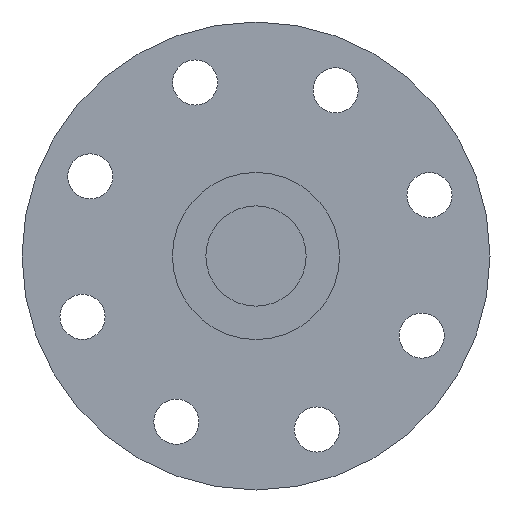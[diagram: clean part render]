
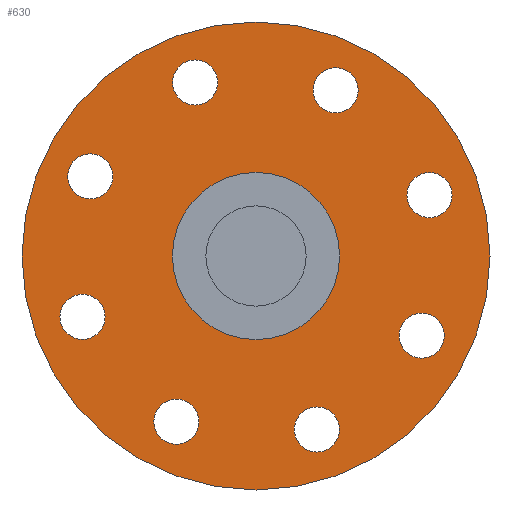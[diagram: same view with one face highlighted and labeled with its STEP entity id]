
A CAD part, front view. The second image highlights one B-rep face of the part: STEP entity #630.
In plain terms, the highlighted planar face has unit normal (0, -1, 0).
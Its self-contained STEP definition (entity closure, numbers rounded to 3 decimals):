
#7 = FACE_BOUND ( 'NONE', #755, .T. ) ;
#10 = CARTESIAN_POINT ( 'NONE',  ( 4.764, 0., 9.915 ) ) ;
#15 = DIRECTION ( 'NONE',  ( 0., 0., -1. ) ) ;
#16 = EDGE_CURVE ( 'NONE', #652, #652, #279, .T. ) ;
#35 = AXIS2_PLACEMENT_3D ( 'NONE', #74, #147, #824 ) ;
#38 = VERTEX_POINT ( 'NONE', #591 ) ;
#40 = DIRECTION ( 'NONE',  ( 0., 0., 1. ) ) ;
#42 = ORIENTED_EDGE ( 'NONE', *, *, #44, .T. ) ;
#44 = EDGE_CURVE ( 'NONE', #120, #120, #66, .T. ) ;
#62 = CIRCLE ( 'NONE', #506, 14. ) ;
#66 = CIRCLE ( 'NONE', #470, 1.35 ) ;
#74 = CARTESIAN_POINT ( 'NONE',  ( 3.643, 0., -10.379 ) ) ;
#96 = EDGE_LOOP ( 'NONE', ( #42 ) ) ;
#105 = VERTEX_POINT ( 'NONE', #672 ) ;
#108 = EDGE_CURVE ( 'NONE', #742, #742, #292, .T. ) ;
#115 = CARTESIAN_POINT ( 'NONE',  ( 10.379, 0., 4.993 ) ) ;
#120 = VERTEX_POINT ( 'NONE', #596 ) ;
#123 = DIRECTION ( 'NONE',  ( 0., 0., 1. ) ) ;
#124 = AXIS2_PLACEMENT_3D ( 'NONE', #543, #397, #251 ) ;
#125 = EDGE_LOOP ( 'NONE', ( #676 ) ) ;
#139 = AXIS2_PLACEMENT_3D ( 'NONE', #283, #211, #476 ) ;
#142 = EDGE_CURVE ( 'NONE', #105, #105, #530, .T. ) ;
#147 = DIRECTION ( 'NONE',  ( 0., 1., 0. ) ) ;
#148 = DIRECTION ( 'NONE',  ( 0., -1., 0. ) ) ;
#179 = EDGE_CURVE ( 'NONE', #381, #381, #311, .T. ) ;
#200 = VERTEX_POINT ( 'NONE', #889 ) ;
#201 = FACE_BOUND ( 'NONE', #125, .T. ) ;
#203 = ORIENTED_EDGE ( 'NONE', *, *, #219, .T. ) ;
#204 = AXIS2_PLACEMENT_3D ( 'NONE', #593, #328, #455 ) ;
#205 = FACE_BOUND ( 'NONE', #726, .T. ) ;
#210 = PLANE ( 'NONE',  #349 ) ;
#211 = DIRECTION ( 'NONE',  ( 0., 1., 0. ) ) ;
#212 = CIRCLE ( 'NONE', #714, 1.35 ) ;
#219 = EDGE_CURVE ( 'NONE', #395, #395, #855, .T. ) ;
#224 = EDGE_LOOP ( 'NONE', ( #654 ) ) ;
#227 = CARTESIAN_POINT ( 'NONE',  ( -3.643, 0., 10.379 ) ) ;
#238 = EDGE_CURVE ( 'NONE', #875, #875, #212, .T. ) ;
#251 = DIRECTION ( 'NONE',  ( 0., 0., 1. ) ) ;
#257 = EDGE_LOOP ( 'NONE', ( #644 ) ) ;
#269 = DIRECTION ( 'NONE',  ( 0., 1., 0. ) ) ;
#277 = DIRECTION ( 'NONE',  ( 0., 0., 1. ) ) ;
#279 = CIRCLE ( 'NONE', #511, 1.35 ) ;
#283 = CARTESIAN_POINT ( 'NONE',  ( -4.764, 0., -9.915 ) ) ;
#292 = CIRCLE ( 'NONE', #124, 1.35 ) ;
#311 = CIRCLE ( 'NONE', #139, 1.35 ) ;
#313 = ORIENTED_EDGE ( 'NONE', *, *, #872, .T. ) ;
#315 = CARTESIAN_POINT ( 'NONE',  ( 9.915, 0., -3.414 ) ) ;
#328 = DIRECTION ( 'NONE',  ( 0., 1., 0. ) ) ;
#332 = CARTESIAN_POINT ( 'NONE',  ( -4.764, 0., -8.565 ) ) ;
#343 = EDGE_LOOP ( 'NONE', ( #384 ) ) ;
#349 = AXIS2_PLACEMENT_3D ( 'NONE', #561, #269, #277 ) ;
#360 = CIRCLE ( 'NONE', #204, 1.35 ) ;
#381 = VERTEX_POINT ( 'NONE', #332 ) ;
#384 = ORIENTED_EDGE ( 'NONE', *, *, #238, .T. ) ;
#395 = VERTEX_POINT ( 'NONE', #587 ) ;
#397 = DIRECTION ( 'NONE',  ( 0., 1., 0. ) ) ;
#422 = DIRECTION ( 'NONE',  ( 0., 0., -1. ) ) ;
#431 = DIRECTION ( 'NONE',  ( 0., 1., 0. ) ) ;
#444 = ORIENTED_EDGE ( 'NONE', *, *, #16, .T. ) ;
#448 = ORIENTED_EDGE ( 'NONE', *, *, #483, .T. ) ;
#455 = DIRECTION ( 'NONE',  ( 0., 0., 1. ) ) ;
#462 = ORIENTED_EDGE ( 'NONE', *, *, #765, .F. ) ;
#470 = AXIS2_PLACEMENT_3D ( 'NONE', #227, #528, #123 ) ;
#475 = FACE_BOUND ( 'NONE', #257, .T. ) ;
#476 = DIRECTION ( 'NONE',  ( 0., 0., 1. ) ) ;
#483 = EDGE_CURVE ( 'NONE', #721, #721, #360, .T. ) ;
#496 = EDGE_LOOP ( 'NONE', ( #313 ) ) ;
#506 = AXIS2_PLACEMENT_3D ( 'NONE', #767, #148, #422 ) ;
#511 = AXIS2_PLACEMENT_3D ( 'NONE', #706, #431, #649 ) ;
#528 = DIRECTION ( 'NONE',  ( 0., 1., 0. ) ) ;
#530 = CIRCLE ( 'NONE', #701, 1.35 ) ;
#532 = CARTESIAN_POINT ( 'NONE',  ( 4.764, 0., 11.265 ) ) ;
#543 = CARTESIAN_POINT ( 'NONE',  ( 10.379, 0., 3.643 ) ) ;
#561 = CARTESIAN_POINT ( 'NONE',  ( -14., 0., 0. ) ) ;
#587 = CARTESIAN_POINT ( 'NONE',  ( 3.643, 0., -9.029 ) ) ;
#591 = CARTESIAN_POINT ( 'NONE',  ( 0., 0., -5. ) ) ;
#593 = CARTESIAN_POINT ( 'NONE',  ( 9.915, 0., -4.764 ) ) ;
#596 = CARTESIAN_POINT ( 'NONE',  ( -3.643, 0., 11.729 ) ) ;
#613 = DIRECTION ( 'NONE',  ( 0., 0., 1. ) ) ;
#614 = EDGE_LOOP ( 'NONE', ( #444 ) ) ;
#627 = FACE_BOUND ( 'NONE', #614, .T. ) ;
#630 = ADVANCED_FACE ( 'NONE', ( #7, #684, #693, #890, #475, #817, #627, #201, #205, #678 ), #210, .F. ) ;
#644 = ORIENTED_EDGE ( 'NONE', *, *, #179, .T. ) ;
#649 = DIRECTION ( 'NONE',  ( 0., 0., 1. ) ) ;
#652 = VERTEX_POINT ( 'NONE', #793 ) ;
#654 = ORIENTED_EDGE ( 'NONE', *, *, #108, .T. ) ;
#659 = DIRECTION ( 'NONE',  ( 0., 1., 0. ) ) ;
#672 = CARTESIAN_POINT ( 'NONE',  ( -9.915, 0., 6.114 ) ) ;
#674 = CARTESIAN_POINT ( 'NONE',  ( -9.915, 0., 4.764 ) ) ;
#676 = ORIENTED_EDGE ( 'NONE', *, *, #142, .T. ) ;
#678 = FACE_OUTER_BOUND ( 'NONE', #496, .T. ) ;
#684 = FACE_BOUND ( 'NONE', #224, .T. ) ;
#693 = FACE_BOUND ( 'NONE', #720, .T. ) ;
#701 = AXIS2_PLACEMENT_3D ( 'NONE', #674, #659, #40 ) ;
#702 = DIRECTION ( 'NONE',  ( 0., 1., 0. ) ) ;
#706 = CARTESIAN_POINT ( 'NONE',  ( -10.379, 0., -3.643 ) ) ;
#714 = AXIS2_PLACEMENT_3D ( 'NONE', #10, #702, #613 ) ;
#720 = EDGE_LOOP ( 'NONE', ( #203 ) ) ;
#721 = VERTEX_POINT ( 'NONE', #315 ) ;
#725 = CIRCLE ( 'NONE', #812, 5. ) ;
#726 = EDGE_LOOP ( 'NONE', ( #462 ) ) ;
#742 = VERTEX_POINT ( 'NONE', #115 ) ;
#755 = EDGE_LOOP ( 'NONE', ( #448 ) ) ;
#765 = EDGE_CURVE ( 'NONE', #38, #38, #725, .T. ) ;
#767 = CARTESIAN_POINT ( 'NONE',  ( 0., 0., 0. ) ) ;
#793 = CARTESIAN_POINT ( 'NONE',  ( -10.379, 0., -2.293 ) ) ;
#812 = AXIS2_PLACEMENT_3D ( 'NONE', #835, #839, #15 ) ;
#817 = FACE_BOUND ( 'NONE', #96, .T. ) ;
#824 = DIRECTION ( 'NONE',  ( 0., 0., 1. ) ) ;
#835 = CARTESIAN_POINT ( 'NONE',  ( 0., 0., 0. ) ) ;
#839 = DIRECTION ( 'NONE',  ( 0., -1., 0. ) ) ;
#855 = CIRCLE ( 'NONE', #35, 1.35 ) ;
#872 = EDGE_CURVE ( 'NONE', #200, #200, #62, .T. ) ;
#875 = VERTEX_POINT ( 'NONE', #532 ) ;
#889 = CARTESIAN_POINT ( 'NONE',  ( 0., 0., -14. ) ) ;
#890 = FACE_BOUND ( 'NONE', #343, .T. ) ;
